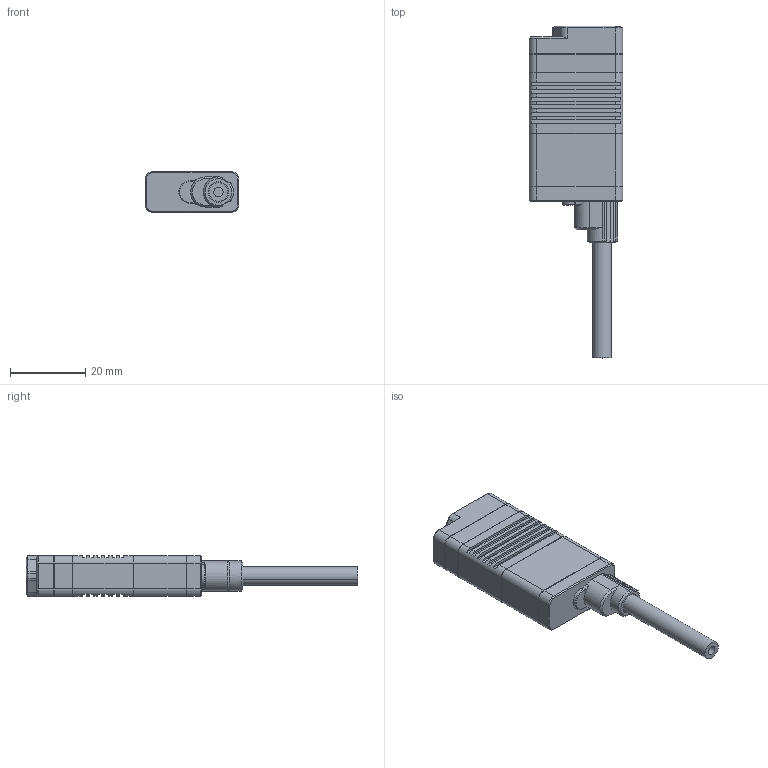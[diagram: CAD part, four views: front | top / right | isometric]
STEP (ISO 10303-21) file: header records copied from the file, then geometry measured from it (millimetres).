
FILE_DESCRIPTION (( 'STEP AP203' ), '1' );
FILE_NAME ('LAS30-0x1D.STEP', '2021-11-26T11:02:04', ( '' ), ( '' ), 'SwSTEP 2.0', 'SolidWorks 2021', '' );
FILE_SCHEMA (( 'CONFIG_CONTROL_DESIGN' ));
Length unit declared in the file: millimetre
Products named in the file (4): LAS30-0x1D^LAS30-0x1D.STEP; 30____.STEP; LAS30-0x1D; LAS30-0x1D.STEP
Assembly tree (3 placements, depth 3):
  LAS30-0x1D
    LAS30-0x1D.STEP
      30____.STEP
      LAS30-0x1D^LAS30-0x1D.STEP
Bounding box: 24.8 x 88 x 10.8 mm (x, y, z)
Volume: 12432.9 mm3; surface area: 5878.8 mm2
Topology: 2 solids, 2 shells, 244 faces, 583 edges, 348 vertices
Faces by surface type: plane 139, cone 53, cylinder 52
Entity records: 7421 total; most frequent: CARTESIAN_POINT 1287, DIRECTION 1259, ORIENTED_EDGE 1166, EDGE_CURVE 583, AXIS2_PLACEMENT_3D 446, VECTOR 367, LINE 367, VERTEX_POINT 348
